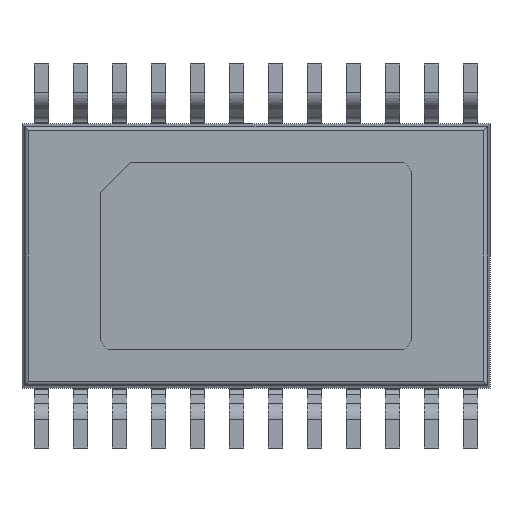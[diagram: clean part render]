
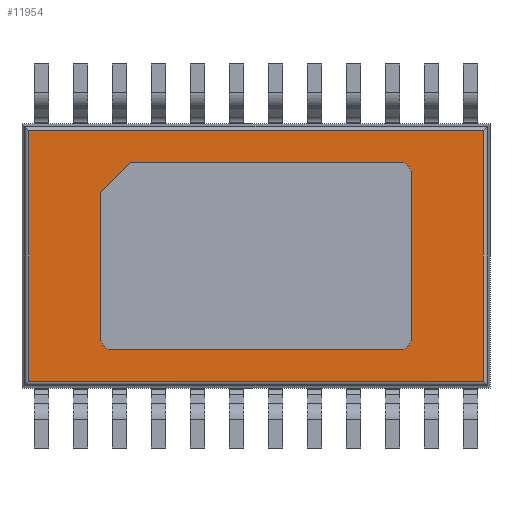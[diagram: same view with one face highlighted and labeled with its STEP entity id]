
A CAD part, front view. The second image highlights one B-rep face of the part: STEP entity #11954.
In plain terms, the highlighted planar face has unit normal (0, -1, 0).
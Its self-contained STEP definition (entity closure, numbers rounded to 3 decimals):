
#11915 = CARTESIAN_POINT ( 'NONE',  ( 3.787, 0.25, -2.087 ) ) ;
#11916 = VERTEX_POINT ( 'NONE', #11915 ) ;
#11917 = CARTESIAN_POINT ( 'NONE',  ( 3.787, 0.25, 2.087 ) ) ;
#11918 = VERTEX_POINT ( 'NONE', #11917 ) ;
#11919 = CARTESIAN_POINT ( 'NONE',  ( 3.787, 0.25, 1.676 ) ) ;
#11920 = DIRECTION ( 'NONE',  ( 0., 0., 1. ) ) ;
#11921 = VECTOR ( 'NONE', #11920, 1000. ) ;
#11922 = LINE ( 'NONE', #11919, #11921 ) ;
#11923 = EDGE_CURVE ( 'NONE', #11916, #11918, #11922, .T. ) ;
#11924 = ORIENTED_EDGE ( 'NONE', *, *, #11923, .T. ) ;
#11925 = CARTESIAN_POINT ( 'NONE',  ( -3.787, 0.25, 2.087 ) ) ;
#11926 = VERTEX_POINT ( 'NONE', #11925 ) ;
#11927 = CARTESIAN_POINT ( 'NONE',  ( 2.95, 0.25, 2.087 ) ) ;
#11928 = DIRECTION ( 'NONE',  ( -1., 0., 0. ) ) ;
#11929 = VECTOR ( 'NONE', #11928, 1000. ) ;
#11930 = LINE ( 'NONE', #11927, #11929 ) ;
#11931 = EDGE_CURVE ( 'NONE', #11918, #11926, #11930, .T. ) ;
#11932 = ORIENTED_EDGE ( 'NONE', *, *, #11931, .T. ) ;
#11933 = CARTESIAN_POINT ( 'NONE',  ( -3.787, 0.25, -2.087 ) ) ;
#11934 = VERTEX_POINT ( 'NONE', #11933 ) ;
#11935 = CARTESIAN_POINT ( 'NONE',  ( -3.787, 0.25, 1.676 ) ) ;
#11936 = DIRECTION ( 'NONE',  ( 0., 0., -1. ) ) ;
#11937 = VECTOR ( 'NONE', #11936, 1000. ) ;
#11938 = LINE ( 'NONE', #11935, #11937 ) ;
#11939 = EDGE_CURVE ( 'NONE', #11926, #11934, #11938, .T. ) ;
#11940 = ORIENTED_EDGE ( 'NONE', *, *, #11939, .T. ) ;
#11941 = CARTESIAN_POINT ( 'NONE',  ( 2.95, 0.25, -2.087 ) ) ;
#11942 = DIRECTION ( 'NONE',  ( 1., 0., 0. ) ) ;
#11943 = VECTOR ( 'NONE', #11942, 1000. ) ;
#11944 = LINE ( 'NONE', #11941, #11943 ) ;
#11945 = EDGE_CURVE ( 'NONE', #11934, #11916, #11944, .T. ) ;
#11946 = ORIENTED_EDGE ( 'NONE', *, *, #11945, .T. ) ;
#11947 = EDGE_LOOP ( 'NONE', ( #11924, #11932, #11940, #11946 ) ) ;
#11948 = FACE_OUTER_BOUND ( 'NONE', #11947, .T. ) ;
#11949 = CARTESIAN_POINT ( 'NONE',  ( 2.95, 0.25, 1.676 ) ) ;
#11950 = DIRECTION ( 'NONE',  ( 0., -1., 0. ) ) ;
#11951 = DIRECTION ( 'NONE',  ( 0., 0., -1. ) ) ;
#11952 = AXIS2_PLACEMENT_3D ( 'NONE', #11949, #11950, #11951 ) ;
#11953 = PLANE ( 'NONE', #11952 ) ;
#11954 = ADVANCED_FACE ( 'NONE', ( #11948 ), #11953, .T. ) ;
